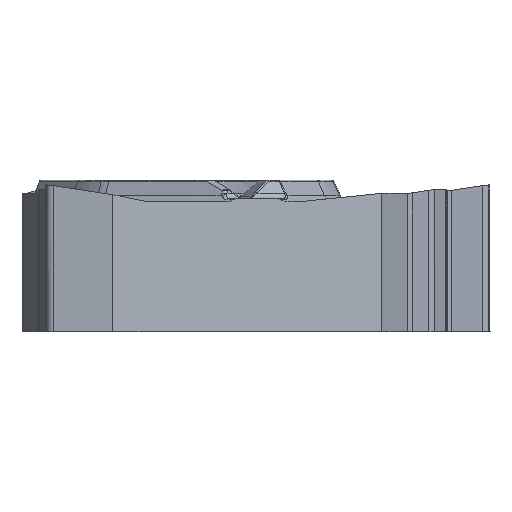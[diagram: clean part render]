
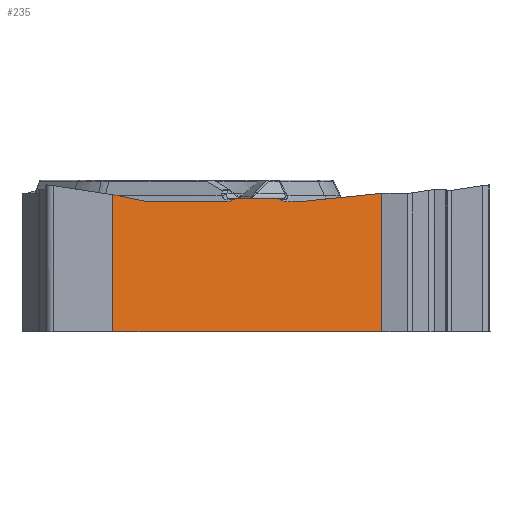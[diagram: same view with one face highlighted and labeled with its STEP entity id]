
A CAD part, front view. The second image highlights one B-rep face of the part: STEP entity #235.
In plain terms, the highlighted planar face has unit normal (0.5, -0.866, 0).
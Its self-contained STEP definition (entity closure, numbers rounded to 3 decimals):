
#235=ADVANCED_FACE('',(#518),#465,.F.);
#465=PLANE('',#3819);
#518=FACE_OUTER_BOUND('',#743,.T.);
#743=EDGE_LOOP('',(#1192,#1193,#1194,#1195,#1196,#1197,#1198,#1199,#1200,
#1201,#1202,#1203,#1204,#1205));
#978=CIRCLE('',#3818,0.32);
#1117=ELLIPSE('',#3814,0.64,0.32);
#1118=ELLIPSE('',#3815,0.3,0.15);
#1119=ELLIPSE('',#3816,0.177,0.15);
#1120=ELLIPSE('',#3817,0.377,0.32);
#1192=ORIENTED_EDGE('',*,*,#2644,.F.);
#1193=ORIENTED_EDGE('',*,*,#2645,.F.);
#1194=ORIENTED_EDGE('',*,*,#2646,.F.);
#1195=ORIENTED_EDGE('',*,*,#2647,.T.);
#1196=ORIENTED_EDGE('',*,*,#2648,.T.);
#1197=ORIENTED_EDGE('',*,*,#2649,.F.);
#1198=ORIENTED_EDGE('',*,*,#2650,.F.);
#1199=ORIENTED_EDGE('',*,*,#2651,.F.);
#1200=ORIENTED_EDGE('',*,*,#2652,.F.);
#1201=ORIENTED_EDGE('',*,*,#2653,.T.);
#1202=ORIENTED_EDGE('',*,*,#2654,.T.);
#1203=ORIENTED_EDGE('',*,*,#2655,.T.);
#1204=ORIENTED_EDGE('',*,*,#2656,.F.);
#1205=ORIENTED_EDGE('',*,*,#2657,.F.);
#2310=VERTEX_POINT('',#5252);
#2311=VERTEX_POINT('',#5253);
#2312=VERTEX_POINT('',#5255);
#2313=VERTEX_POINT('',#5257);
#2314=VERTEX_POINT('',#5259);
#2315=VERTEX_POINT('',#5261);
#2316=VERTEX_POINT('',#5269);
#2317=VERTEX_POINT('',#5271);
#2318=VERTEX_POINT('',#5273);
#2319=VERTEX_POINT('',#5275);
#2320=VERTEX_POINT('',#5277);
#2321=VERTEX_POINT('',#5279);
#2322=VERTEX_POINT('',#5281);
#2323=VERTEX_POINT('',#5283);
#2644=EDGE_CURVE('',#2310,#2311,#3203,.T.);
#2645=EDGE_CURVE('',#2312,#2310,#3204,.T.);
#2646=EDGE_CURVE('',#2313,#2312,#3205,.T.);
#2647=EDGE_CURVE('',#2313,#2314,#1117,.T.);
#2648=EDGE_CURVE('',#2314,#2315,#3206,.T.);
#2649=EDGE_CURVE('',#2316,#2315,#3667,.T.);
#2650=EDGE_CURVE('',#2317,#2316,#1118,.T.);
#2651=EDGE_CURVE('',#2318,#2317,#3207,.T.);
#2652=EDGE_CURVE('',#2319,#2318,#1119,.T.);
#2653=EDGE_CURVE('',#2319,#2320,#1120,.T.);
#2654=EDGE_CURVE('',#2320,#2321,#3208,.T.);
#2655=EDGE_CURVE('',#2321,#2322,#978,.T.);
#2656=EDGE_CURVE('',#2323,#2322,#3209,.T.);
#2657=EDGE_CURVE('',#2311,#2323,#3210,.T.);
#3203=LINE('',#5251,#3428);
#3204=LINE('',#5254,#3429);
#3205=LINE('',#5256,#3430);
#3206=LINE('',#5260,#3431);
#3207=LINE('',#5272,#3432);
#3208=LINE('',#5278,#3433);
#3209=LINE('',#5282,#3434);
#3210=LINE('',#5284,#3435);
#3428=VECTOR('',#4177,1.);
#3429=VECTOR('',#4178,1.);
#3430=VECTOR('',#4179,1.);
#3431=VECTOR('',#4182,1.);
#3432=VECTOR('',#4185,1.);
#3433=VECTOR('',#4190,1.);
#3434=VECTOR('',#4193,1.);
#3435=VECTOR('',#4194,1.);
#3667=B_SPLINE_CURVE_WITH_KNOTS('',3,(#5262,#5263,#5264,#5265,#5266,#5267,
#5268),.UNSPECIFIED.,.F.,.F.,(4,3,4),(0.,0.503,1.),
 .UNSPECIFIED.);
#3814=AXIS2_PLACEMENT_3D('',#5258,#4180,#4181);
#3815=AXIS2_PLACEMENT_3D('',#5270,#4183,#4184);
#3816=AXIS2_PLACEMENT_3D('',#5274,#4186,#4187);
#3817=AXIS2_PLACEMENT_3D('',#5276,#4188,#4189);
#3818=AXIS2_PLACEMENT_3D('',#5280,#4191,#4192);
#3819=AXIS2_PLACEMENT_3D('',#5285,#4195,#4196);
#4177=DIRECTION('',(-0.866,-0.5,0.));
#4178=DIRECTION('',(0.,0.,-1.));
#4179=DIRECTION('',(0.863,0.498,0.088));
#4180=DIRECTION('',(-0.5,0.866,0.));
#4181=DIRECTION('',(0.866,0.5,0.));
#4182=DIRECTION('',(-0.866,-0.5,0.));
#4183=DIRECTION('',(-0.5,0.866,0.));
#4184=DIRECTION('',(-0.866,-0.5,0.));
#4185=DIRECTION('',(0.866,0.5,0.));
#4186=DIRECTION('',(-0.5,0.866,0.));
#4187=DIRECTION('',(0.866,0.5,0.));
#4188=DIRECTION('',(-0.5,0.866,0.));
#4189=DIRECTION('',(0.866,0.5,0.));
#4190=DIRECTION('',(-0.866,-0.5,0.));
#4191=DIRECTION('',(-0.5,0.866,0.));
#4192=DIRECTION('',(0.,0.,-1.));
#4193=DIRECTION('',(0.853,0.492,-0.174));
#4194=DIRECTION('',(0.,0.,1.));
#4195=DIRECTION('',(-0.5,0.866,0.));
#4196=DIRECTION('',(0.,0.,-1.));
#5251=CARTESIAN_POINT('',(-0.367,-5.711,-3.97));
#5252=CARTESIAN_POINT('',(4.966,-2.632,-3.97));
#5253=CARTESIAN_POINT('',(-2.305,-6.83,-3.97));
#5254=CARTESIAN_POINT('',(4.966,-2.632,0.));
#5255=CARTESIAN_POINT('',(4.966,-2.632,-0.226));
#5256=CARTESIAN_POINT('',(-0.308,-5.677,-0.763));
#5257=CARTESIAN_POINT('',(2.718,-3.93,-0.455));
#5258=CARTESIAN_POINT('',(2.622,-3.986,-0.14));
#5259=CARTESIAN_POINT('',(2.622,-3.986,-0.46));
#5260=CARTESIAN_POINT('',(-0.367,-5.711,-0.46));
#5261=CARTESIAN_POINT('',(2.541,-4.032,-0.46));
#5262=CARTESIAN_POINT('',(2.225,-4.215,-0.4));
#5263=CARTESIAN_POINT('',(2.275,-4.186,-0.421));
#5264=CARTESIAN_POINT('',(2.328,-4.155,-0.436));
#5265=CARTESIAN_POINT('',(2.381,-4.124,-0.446));
#5266=CARTESIAN_POINT('',(2.434,-4.094,-0.455));
#5267=CARTESIAN_POINT('',(2.487,-4.063,-0.46));
#5268=CARTESIAN_POINT('',(2.541,-4.032,-0.46));
#5269=CARTESIAN_POINT('',(2.225,-4.215,-0.4));
#5270=CARTESIAN_POINT('',(2.07,-4.304,-0.52));
#5271=CARTESIAN_POINT('',(2.07,-4.304,-0.37));
#5272=CARTESIAN_POINT('',(5.129,-2.538,-0.37));
#5273=CARTESIAN_POINT('',(1.04,-4.899,-0.37));
#5274=CARTESIAN_POINT('',(1.04,-4.899,-0.52));
#5275=CARTESIAN_POINT('',(0.95,-4.951,-0.399));
#5276=CARTESIAN_POINT('',(0.757,-5.062,-0.14));
#5277=CARTESIAN_POINT('',(0.757,-5.062,-0.46));
#5278=CARTESIAN_POINT('',(5.129,-2.538,-0.46));
#5279=CARTESIAN_POINT('',(-1.311,-6.256,-0.46));
#5280=CARTESIAN_POINT('',(-1.311,-6.256,-0.14));
#5281=CARTESIAN_POINT('',(-1.359,-6.284,-0.455));
#5282=CARTESIAN_POINT('',(4.866,-2.69,-1.723));
#5283=CARTESIAN_POINT('',(-2.305,-6.83,-0.263));
#5284=CARTESIAN_POINT('',(-2.305,-6.83,0.));
#5285=CARTESIAN_POINT('',(-0.367,-5.711,0.));
